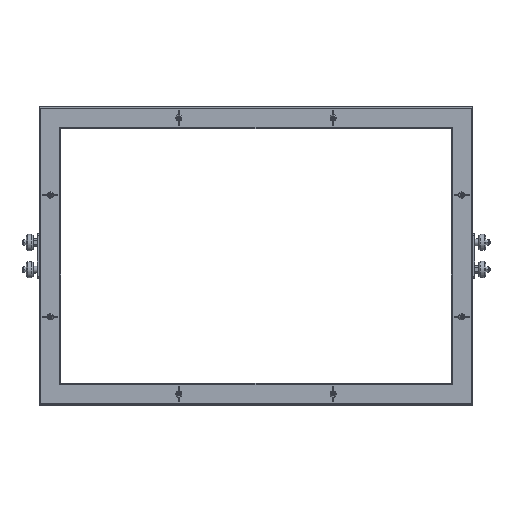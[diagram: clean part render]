
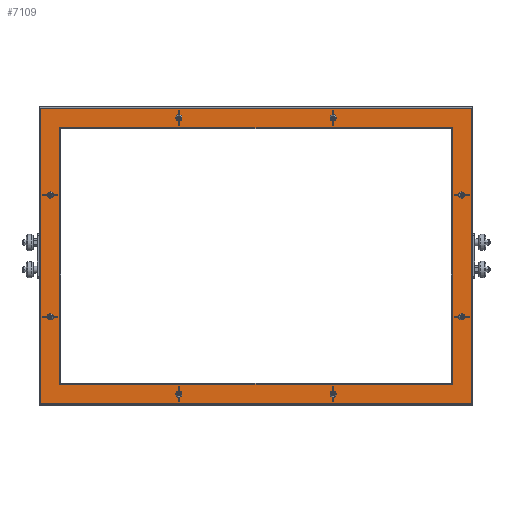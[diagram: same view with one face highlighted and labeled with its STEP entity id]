
A CAD part, top view. The second image highlights one B-rep face of the part: STEP entity #7109.
In plain terms, the highlighted planar face has unit normal (0, 0, 1).
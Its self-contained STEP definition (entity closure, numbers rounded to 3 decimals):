
#801=FACE_BOUND('',#1660,.T.);
#1187=FACE_OUTER_BOUND('',#1659,.T.);
#1659=EDGE_LOOP('',(#6489,#6490,#6491,#6492));
#1660=EDGE_LOOP('',(#6493,#6494,#6495,#6496));
#2132=LINE('',#15025,#2627);
#2136=LINE('',#15033,#2631);
#2139=LINE('',#15039,#2634);
#2142=LINE('',#15044,#2637);
#2144=LINE('',#15049,#2639);
#2145=LINE('',#15051,#2640);
#2146=LINE('',#15053,#2641);
#2147=LINE('',#15054,#2642);
#2627=VECTOR('',#9975,10.);
#2631=VECTOR('',#9981,10.);
#2634=VECTOR('',#9986,10.);
#2637=VECTOR('',#9991,10.);
#2639=VECTOR('',#9995,10.);
#2640=VECTOR('',#9996,10.);
#2641=VECTOR('',#9997,10.);
#2642=VECTOR('',#9998,10.);
#3587=VERTEX_POINT('',#15023);
#3588=VERTEX_POINT('',#15024);
#3591=VERTEX_POINT('',#15032);
#3593=VERTEX_POINT('',#15038);
#3595=VERTEX_POINT('',#15047);
#3596=VERTEX_POINT('',#15048);
#3597=VERTEX_POINT('',#15050);
#3598=VERTEX_POINT('',#15052);
#4553=EDGE_CURVE('',#3587,#3588,#2132,.F.);
#4557=EDGE_CURVE('',#3591,#3587,#2136,.F.);
#4560=EDGE_CURVE('',#3593,#3591,#2139,.F.);
#4563=EDGE_CURVE('',#3588,#3593,#2142,.F.);
#4565=EDGE_CURVE('',#3595,#3596,#2144,.T.);
#4566=EDGE_CURVE('',#3597,#3595,#2145,.T.);
#4567=EDGE_CURVE('',#3598,#3597,#2146,.T.);
#4568=EDGE_CURVE('',#3596,#3598,#2147,.T.);
#6489=ORIENTED_EDGE('',*,*,#4565,.F.);
#6490=ORIENTED_EDGE('',*,*,#4566,.F.);
#6491=ORIENTED_EDGE('',*,*,#4567,.F.);
#6492=ORIENTED_EDGE('',*,*,#4568,.F.);
#6493=ORIENTED_EDGE('',*,*,#4563,.T.);
#6494=ORIENTED_EDGE('',*,*,#4560,.T.);
#6495=ORIENTED_EDGE('',*,*,#4557,.T.);
#6496=ORIENTED_EDGE('',*,*,#4553,.T.);
#6715=PLANE('',#7999);
#7109=ADVANCED_FACE('',(#1187,#801),#6715,.T.);
#7999=AXIS2_PLACEMENT_3D('',#15046,#9993,#9994);
#9975=DIRECTION('',(-1.,0.,0.));
#9981=DIRECTION('',(0.,-1.,0.));
#9986=DIRECTION('',(1.,0.,0.));
#9991=DIRECTION('',(0.,1.,0.));
#9993=DIRECTION('center_axis',(0.,0.,1.));
#9994=DIRECTION('ref_axis',(-1.,0.,0.));
#9995=DIRECTION('',(1.,0.,0.));
#9996=DIRECTION('',(0.,1.,0.));
#9997=DIRECTION('',(-1.,0.,0.));
#9998=DIRECTION('',(0.,-1.,0.));
#15023=CARTESIAN_POINT('',(-289.5,189.5,1.5));
#15024=CARTESIAN_POINT('',(289.5,189.5,1.5));
#15025=CARTESIAN_POINT('',(-144.,189.5,1.5));
#15032=CARTESIAN_POINT('',(-289.5,-189.5,1.5));
#15033=CARTESIAN_POINT('',(-289.5,-94.,1.5));
#15038=CARTESIAN_POINT('',(289.5,-189.5,1.5));
#15039=CARTESIAN_POINT('',(144.,-189.5,1.5));
#15044=CARTESIAN_POINT('',(289.5,94.,1.5));
#15046=CARTESIAN_POINT('Origin',(0.,0.,1.5));
#15047=CARTESIAN_POINT('',(-318.,218.,1.5));
#15048=CARTESIAN_POINT('',(318.,218.,1.5));
#15049=CARTESIAN_POINT('',(159.,218.,1.5));
#15050=CARTESIAN_POINT('',(-318.,-218.,1.5));
#15051=CARTESIAN_POINT('',(-318.,109.,1.5));
#15052=CARTESIAN_POINT('',(318.,-218.,1.5));
#15053=CARTESIAN_POINT('',(-159.,-218.,1.5));
#15054=CARTESIAN_POINT('',(318.,-109.,1.5));
